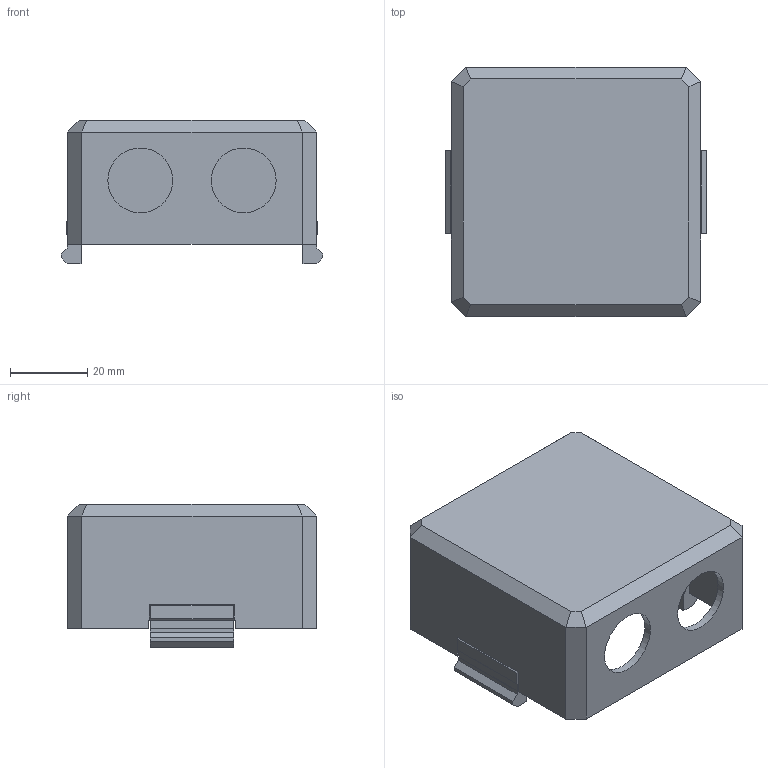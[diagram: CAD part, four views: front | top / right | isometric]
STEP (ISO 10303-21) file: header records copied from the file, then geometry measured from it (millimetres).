
FILE_DESCRIPTION(/* description */ (''),/* implementation_level */ '2;1');
FILE_NAME(/* name */ 'HeadV9_sen2.step',/* time_stamp */ '2019-10-26T20:52:26+03:00',/* author */ (''),/* organization */ (''),/* preprocessor_version */ 'ST-DEVELOPER v18',/* originating_system */ 'Autodesk Translation Framework v8.6.0.1094',/* authorisation */ '');
FILE_SCHEMA (('AUTOMOTIVE_DESIGN { 1 0 10303 214 3 1 1 }'));
Length unit declared in the file: millimetre
Products named in the file (1): (Unsaved)
Bounding box: 67.6 x 64.4 x 37 mm (x, y, z)
Volume: 21744.6 mm3; surface area: 23116.2 mm2
Topology: 1 solids, 1 shells, 141 faces, 386 edges, 252 vertices
Faces by surface type: plane 124, cylinder 11, cone 6
Full cylindrical faces by diameter (mm): 2 x4, 16.75 x2
Entity records: 4447 total; most frequent: CARTESIAN_POINT 814, ORIENTED_EDGE 772, DIRECTION 700, EDGE_CURVE 386, LINE 334, VECTOR 334, VERTEX_POINT 252, AXIS2_PLACEMENT_3D 183
